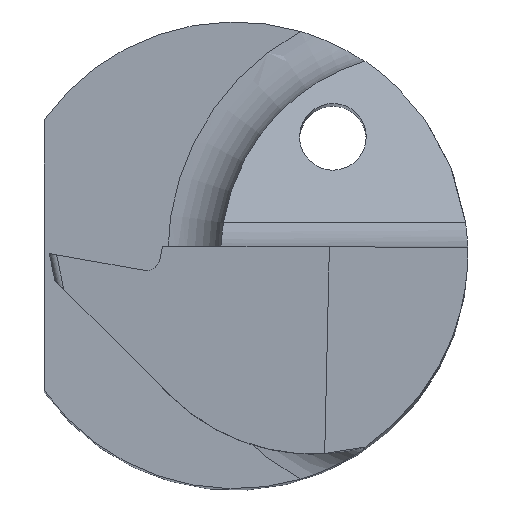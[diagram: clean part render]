
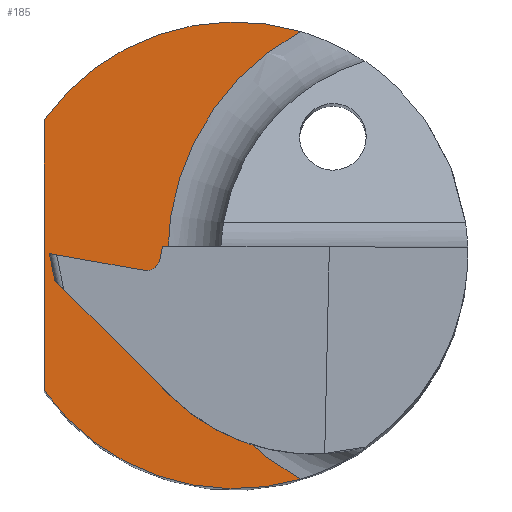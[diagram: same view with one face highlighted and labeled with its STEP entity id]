
A CAD part, top view. The second image highlights one B-rep face of the part: STEP entity #185.
In plain terms, the highlighted planar face has unit normal (0, 0, 1).
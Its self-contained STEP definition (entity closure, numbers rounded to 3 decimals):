
#35 = DIRECTION ( 'NONE',  ( -1., 0., 0. ) ) ;
#63 = CIRCLE ( 'NONE', #604, 3.5 ) ;
#64 = CIRCLE ( 'NONE', #875, 3.827 ) ;
#96 = DIRECTION ( 'NONE',  ( 0., 0., 1. ) ) ;
#110 = DIRECTION ( 'NONE',  ( 0., 1., 0. ) ) ;
#154 = CARTESIAN_POINT ( 'NONE',  ( -2.85, 2.032, 15. ) ) ;
#175 = VERTEX_POINT ( 'NONE', #204 ) ;
#185 = ADVANCED_FACE ( 'NONE', ( #192 ), #726, .T. ) ;
#192 = FACE_OUTER_BOUND ( 'NONE', #926, .T. ) ;
#204 = CARTESIAN_POINT ( 'NONE',  ( 0.99, -3.357, 15. ) ) ;
#226 = DIRECTION ( 'NONE',  ( 0., 0., -1. ) ) ;
#250 = CARTESIAN_POINT ( 'NONE',  ( 0.99, 3.357, 15. ) ) ;
#256 = EDGE_CURVE ( 'NONE', #587, #404, #64, .T. ) ;
#294 = ORIENTED_EDGE ( 'NONE', *, *, #616, .F. ) ;
#313 = CARTESIAN_POINT ( 'NONE',  ( -2.85, -2.032, 15. ) ) ;
#326 = ORIENTED_EDGE ( 'NONE', *, *, #859, .F. ) ;
#404 = VERTEX_POINT ( 'NONE', #847 ) ;
#408 = CARTESIAN_POINT ( 'NONE',  ( -2.85, 2.032, 15. ) ) ;
#422 = VERTEX_POINT ( 'NONE', #154 ) ;
#474 = CARTESIAN_POINT ( 'NONE',  ( 0., 0., 15. ) ) ;
#500 = DIRECTION ( 'NONE',  ( -1., 0., 0. ) ) ;
#518 = CARTESIAN_POINT ( 'NONE',  ( 0.325, -0.054, 15. ) ) ;
#566 = LINE ( 'NONE', #408, #716 ) ;
#579 = CARTESIAN_POINT ( 'NONE',  ( 0., 0., 15. ) ) ;
#587 = VERTEX_POINT ( 'NONE', #250 ) ;
#604 = AXIS2_PLACEMENT_3D ( 'NONE', #474, #226, #689 ) ;
#616 = EDGE_CURVE ( 'NONE', #175, #626, #63, .T. ) ;
#621 = CIRCLE ( 'NONE', #745, 3.827 ) ;
#626 = VERTEX_POINT ( 'NONE', #313 ) ;
#641 = CARTESIAN_POINT ( 'NONE',  ( 2.827, 0., 15. ) ) ;
#656 = ORIENTED_EDGE ( 'NONE', *, *, #707, .F. ) ;
#658 = CARTESIAN_POINT ( 'NONE',  ( 2.827, 0., 15. ) ) ;
#661 = DIRECTION ( 'NONE',  ( -1., 0., 0. ) ) ;
#668 = AXIS2_PLACEMENT_3D ( 'NONE', #518, #816, #741 ) ;
#689 = DIRECTION ( 'NONE',  ( -1., 0., 0. ) ) ;
#707 = EDGE_CURVE ( 'NONE', #422, #587, #810, .T. ) ;
#716 = VECTOR ( 'NONE', #110, 1000. ) ;
#726 = PLANE ( 'NONE',  #668 ) ;
#741 = DIRECTION ( 'NONE',  ( -1., 0., 0. ) ) ;
#745 = AXIS2_PLACEMENT_3D ( 'NONE', #641, #96, #500 ) ;
#767 = EDGE_CURVE ( 'NONE', #626, #422, #566, .T. ) ;
#810 = CIRCLE ( 'NONE', #823, 3.5 ) ;
#816 = DIRECTION ( 'NONE',  ( 0., 0., 1. ) ) ;
#823 = AXIS2_PLACEMENT_3D ( 'NONE', #579, #937, #35 ) ;
#847 = CARTESIAN_POINT ( 'NONE',  ( -1., 0., 15. ) ) ;
#859 = EDGE_CURVE ( 'NONE', #404, #175, #621, .T. ) ;
#875 = AXIS2_PLACEMENT_3D ( 'NONE', #658, #883, #661 ) ;
#879 = ORIENTED_EDGE ( 'NONE', *, *, #767, .F. ) ;
#883 = DIRECTION ( 'NONE',  ( 0., 0., 1. ) ) ;
#926 = EDGE_LOOP ( 'NONE', ( #656, #879, #294, #326, #943 ) ) ;
#937 = DIRECTION ( 'NONE',  ( 0., 0., -1. ) ) ;
#943 = ORIENTED_EDGE ( 'NONE', *, *, #256, .F. ) ;
